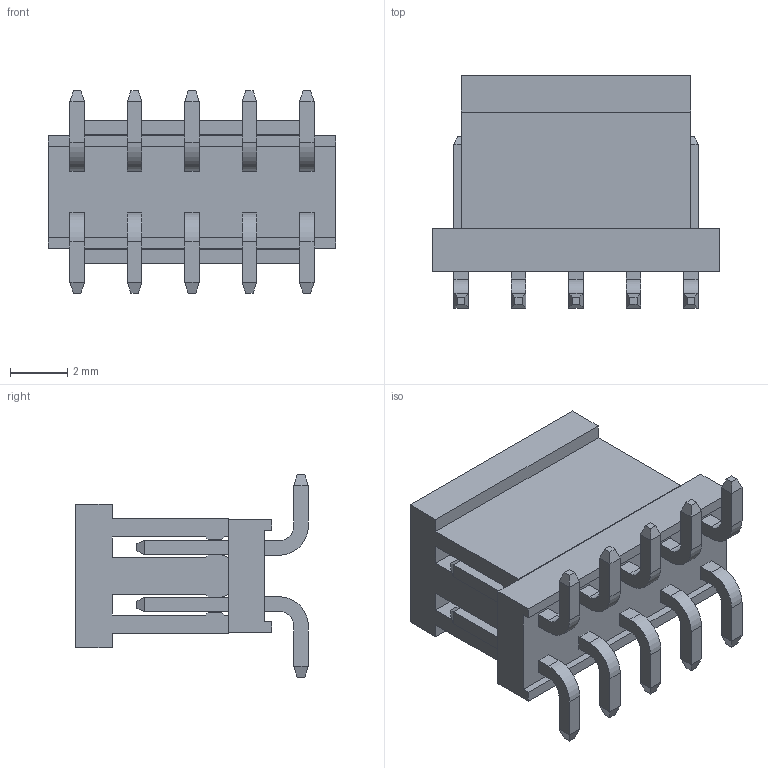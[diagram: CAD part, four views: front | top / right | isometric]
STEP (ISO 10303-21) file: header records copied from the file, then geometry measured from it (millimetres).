
FILE_DESCRIPTION(/* description */ ('STEP AP214'),/* implementation_level */ '2;1');
FILE_NAME(/* name */ 'TMM-105-01-L-D-SM-P-TR',/* time_stamp */ '2025-04-09T20:31:58+02:00',/* author */ ('License CC BY-ND 4.0'),/* organization */ ('CADENAS'),/* preprocessor_version */ 'ST-DEVELOPER v19.3',/* originating_system */ 'PARTsolutions',/* authorisation */ ' ');
FILE_SCHEMA (('AUTOMOTIVE_DESIGN {1 0 10303 214 3 1 1}'));
Length unit declared in the file: inch
Products named in the file (5): TMM-105-01-L-D-SM-P-TR; TMM-105-01-L-D-SM-P-TR_body; TMM-105-01-L-D-SM_pins1; TMM-105-01-L-D-SM-P-TR_sm_pins2; TMM-102-01-G-D-SM-P-TR_sp
Assembly tree (4 placements, depth 2):
  TMM-105-01-L-D-SM-P-TR
    TMM-105-01-L-D-SM-P-TR_body
    TMM-105-01-L-D-SM_pins1
    TMM-105-01-L-D-SM-P-TR_sm_pins2
    TMM-102-01-G-D-SM-P-TR_sp
Bounding box: 10 x 8.1 x 7.06 mm (x, y, z)
Volume: 219.9 mm3; surface area: 745.9 mm2
Topology: 4 solids, 4 shells, 318 faces, 826 edges, 524 vertices
Faces by surface type: plane 298, cylinder 20
Entity records: 9621 total; most frequent: CARTESIAN_POINT 1673, ORIENTED_EDGE 1652, DIRECTION 1512, EDGE_CURVE 826, LINE 786, VECTOR 786, VERTEX_POINT 524, AXIS2_PLACEMENT_3D 363
